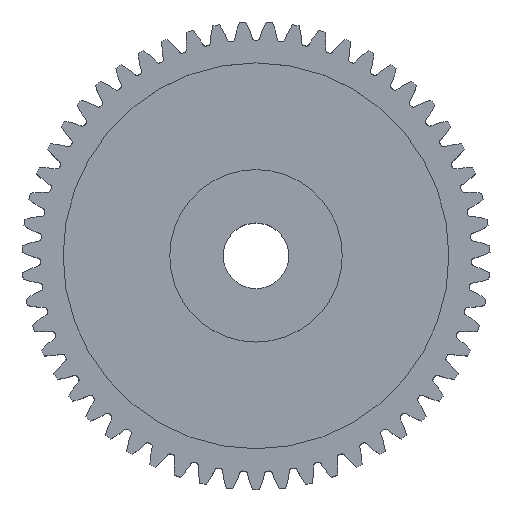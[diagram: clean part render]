
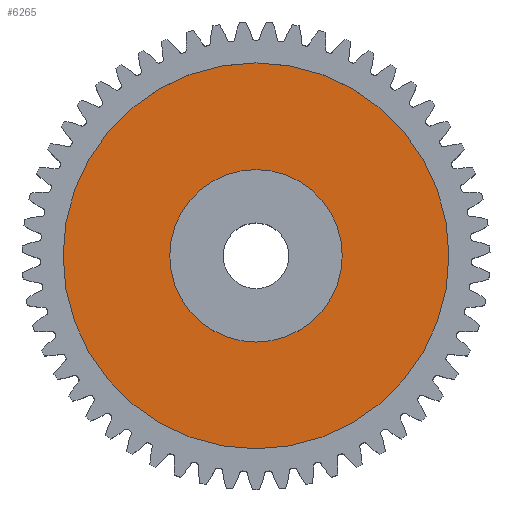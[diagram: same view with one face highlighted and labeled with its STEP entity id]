
A CAD part, top view. The second image highlights one B-rep face of the part: STEP entity #6265.
In plain terms, the highlighted planar face has unit normal (0, 0, 1).
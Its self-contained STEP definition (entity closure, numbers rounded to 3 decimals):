
#3 = PLANE ( 'NONE',  #12958 ) ;
#32 = FACE_BOUND ( 'NONE', #5969, .T. ) ;
#5962 = ORIENTED_EDGE ( 'NONE', *, *, #6049, .F. ) ;
#5963 = ORIENTED_EDGE ( 'NONE', *, *, #5973, .F. ) ;
#5969 = EDGE_LOOP ( 'NONE', ( #5981, #6264 ) ) ;
#5973 = EDGE_CURVE ( 'NONE', #6054, #6051, #12425, .T. ) ;
#5976 = EDGE_CURVE ( 'NONE', #6066, #6130, #12416, .T. ) ;
#5980 = EDGE_LOOP ( 'NONE', ( #5963, #5962 ) ) ;
#5981 = ORIENTED_EDGE ( 'NONE', *, *, #6131, .T. ) ;
#6049 = EDGE_CURVE ( 'NONE', #6051, #6054, #12488, .T. ) ;
#6051 = VERTEX_POINT ( 'NONE', #12505 ) ;
#6054 = VERTEX_POINT ( 'NONE', #12485 ) ;
#6066 = VERTEX_POINT ( 'NONE', #12460 ) ;
#6130 = VERTEX_POINT ( 'NONE', #12747 ) ;
#6131 = EDGE_CURVE ( 'NONE', #6130, #6066, #12748, .T. ) ;
#6264 = ORIENTED_EDGE ( 'NONE', *, *, #5976, .T. ) ;
#6265 = ADVANCED_FACE ( 'NONE', ( #32, #12959 ), #3, .F. ) ;
#12411 = DIRECTION ( 'NONE',  ( -1., 0., 0. ) ) ;
#12412 = DIRECTION ( 'NONE',  ( 0., 0., -1. ) ) ;
#12413 = CARTESIAN_POINT ( 'NONE',  ( 0., 0., 6.8 ) ) ;
#12414 = AXIS2_PLACEMENT_3D ( 'NONE', #12413, #12412, #12411 ) ;
#12416 = CIRCLE ( 'NONE', #12414, 10.5 ) ;
#12420 = DIRECTION ( 'NONE',  ( -1., 0., 0. ) ) ;
#12421 = DIRECTION ( 'NONE',  ( 0., 0., -1. ) ) ;
#12422 = CARTESIAN_POINT ( 'NONE',  ( 0., 0., 6.8 ) ) ;
#12423 = AXIS2_PLACEMENT_3D ( 'NONE', #12422, #12421, #12420 ) ;
#12425 = CIRCLE ( 'NONE', #12423, 23.5 ) ;
#12431 = DIRECTION ( 'NONE',  ( 0., 0., -1. ) ) ;
#12460 = CARTESIAN_POINT ( 'NONE',  ( 10.5, 0., 6.8 ) ) ;
#12485 = CARTESIAN_POINT ( 'NONE',  ( -23.5, 0., 6.8 ) ) ;
#12486 = DIRECTION ( 'NONE',  ( -1., 0., 0. ) ) ;
#12487 = AXIS2_PLACEMENT_3D ( 'NONE', #12492, #12431, #12486 ) ;
#12488 = CIRCLE ( 'NONE', #12487, 23.5 ) ;
#12492 = CARTESIAN_POINT ( 'NONE',  ( 0., 0., 6.8 ) ) ;
#12505 = CARTESIAN_POINT ( 'NONE',  ( 23.5, 0., 6.8 ) ) ;
#12747 = CARTESIAN_POINT ( 'NONE',  ( -10.5, 0., 6.8 ) ) ;
#12748 = CIRCLE ( 'NONE', #12757, 10.5 ) ;
#12754 = CARTESIAN_POINT ( 'NONE',  ( 0., 0., 6.8 ) ) ;
#12757 = AXIS2_PLACEMENT_3D ( 'NONE', #12754, #12805, #12804 ) ;
#12804 = DIRECTION ( 'NONE',  ( -1., 0., 0. ) ) ;
#12805 = DIRECTION ( 'NONE',  ( 0., 0., -1. ) ) ;
#12949 = DIRECTION ( 'NONE',  ( -1., 0., 0. ) ) ;
#12950 = DIRECTION ( 'NONE',  ( 0., 0., -1. ) ) ;
#12951 = CARTESIAN_POINT ( 'NONE',  ( 0., 0., 6.8 ) ) ;
#12958 = AXIS2_PLACEMENT_3D ( 'NONE', #12951, #12950, #12949 ) ;
#12959 = FACE_OUTER_BOUND ( 'NONE', #5980, .T. ) ;
